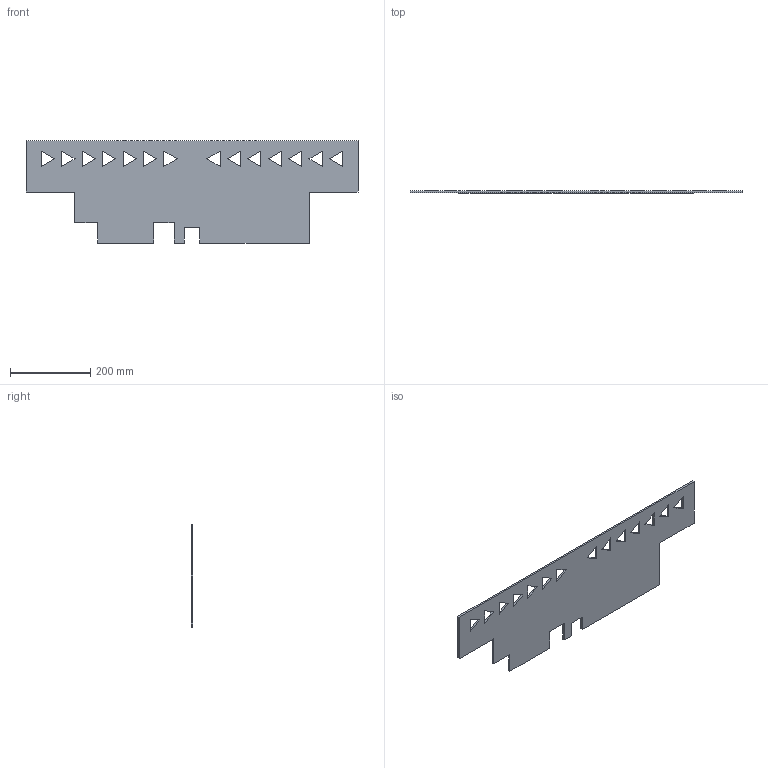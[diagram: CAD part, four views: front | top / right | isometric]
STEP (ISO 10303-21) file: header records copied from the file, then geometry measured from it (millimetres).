
FILE_DESCRIPTION (( 'STEP AP214' ), '1' );
FILE_NAME ('P-13 Base plate.STEP', '2015-01-25T01:02:28', ( '' ), ( '' ), 'SwSTEP 2.0', 'SolidWorks 2014', '' );
FILE_SCHEMA (( 'AUTOMOTIVE_DESIGN' ));
Length unit declared in the file: inch
Products named in the file (1): P-13 Base plate
Bounding box: 825.5 x 4.76 x 254 mm (x, y, z)
Volume: 777699.6 mm3; surface area: 345343 mm2
Topology: 1 solids, 1 shells, 62 faces, 180 edges, 120 vertices
Faces by surface type: plane 62
Entity records: 2100 total; most frequent: CARTESIAN_POINT 363, ORIENTED_EDGE 360, DIRECTION 306, VECTOR 180, EDGE_CURVE 180, LINE 180, VERTEX_POINT 120, EDGE_LOOP 90
